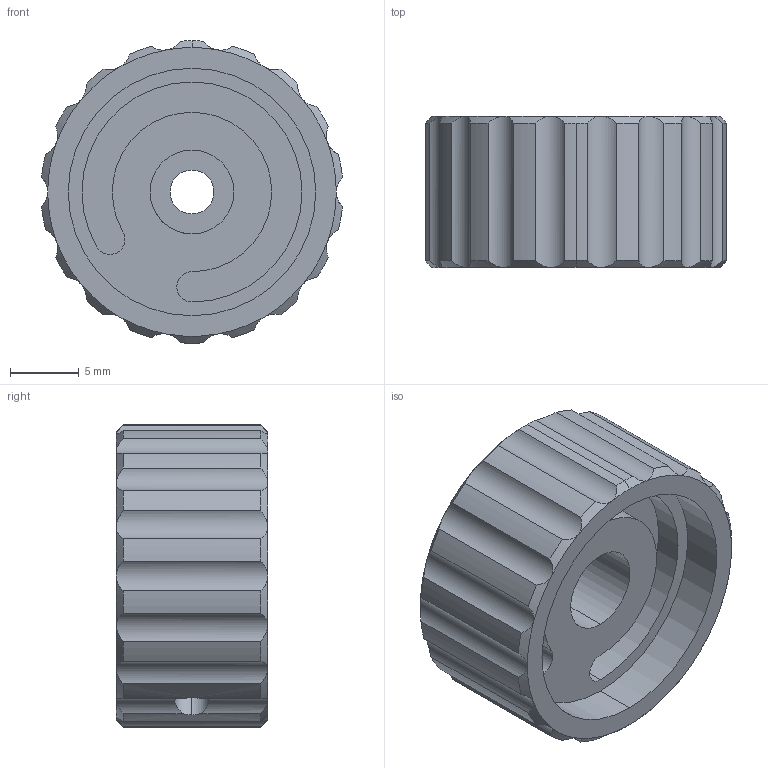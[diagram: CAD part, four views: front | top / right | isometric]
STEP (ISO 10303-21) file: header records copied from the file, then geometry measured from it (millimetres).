
FILE_DESCRIPTION (( 'STEP AP214' ), '1' );
FILE_NAME ('ﾊﾐﾏﾃ.712656.003 - ﾂ褞犱褞.STEP', '2024-11-18T13:31:57', ( '' ), ( '' ), 'SwSTEP 2.0', 'SolidWorks 2023', '' );
FILE_SCHEMA (( 'AUTOMOTIVE_DESIGN' ));
Length unit declared in the file: millimetre
Products named in the file (1): КРПГ.712656.003 - Верньер
Bounding box: 21.9 x 11 x 22 mm (x, y, z)
Volume: 2889.6 mm3; surface area: 1988.7 mm2
Topology: 1 solids, 1 shells, 104 faces, 258 edges, 159 vertices
Faces by surface type: cylinder 58, cone 40, plane 6
Entity records: 3493 total; most frequent: CARTESIAN_POINT 1056, ORIENTED_EDGE 516, DIRECTION 483, EDGE_CURVE 258, AXIS2_PLACEMENT_3D 210, VERTEX_POINT 159, EDGE_LOOP 111, CIRCLE 105
